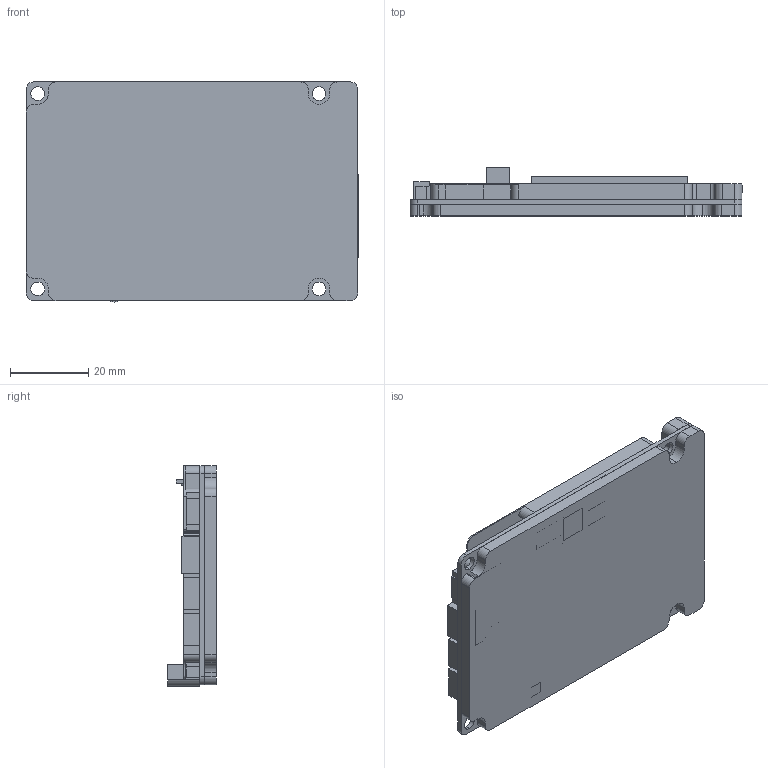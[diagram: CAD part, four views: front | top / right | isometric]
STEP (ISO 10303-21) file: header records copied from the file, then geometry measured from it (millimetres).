
FILE_DESCRIPTION (( 'STEP AP203' ), '1' );
FILE_NAME ('滄儂翋諷.STEP', '2018-02-08T05:13:53', ( 'dji' ), ( '' ), 'SwSTEP 2.0', 'SolidWorks 2016', '' );
FILE_SCHEMA (( 'CONFIG_CONTROL_DESIGN' ));
Products named in the file (1): 滄儂翋諷
Bounding box: 85 x 12.45 x 56.38 mm (x, y, z)
Volume: 26079.7 mm3; surface area: 39306.2 mm2
Topology: 13 solids, 13 shells, 1632 faces, 4255 edges, 2835 vertices
Faces by surface type: plane 947, bspline 305, cylinder 268, torus 56, sphere 56
Entity records: 59839 total; most frequent: CARTESIAN_POINT 20854, ORIENTED_EDGE 8510, DIRECTION 7102, EDGE_CURVE 4255, VECTOR 2840, LINE 2840, VERTEX_POINT 2835, AXIS2_PLACEMENT_3D 2131
